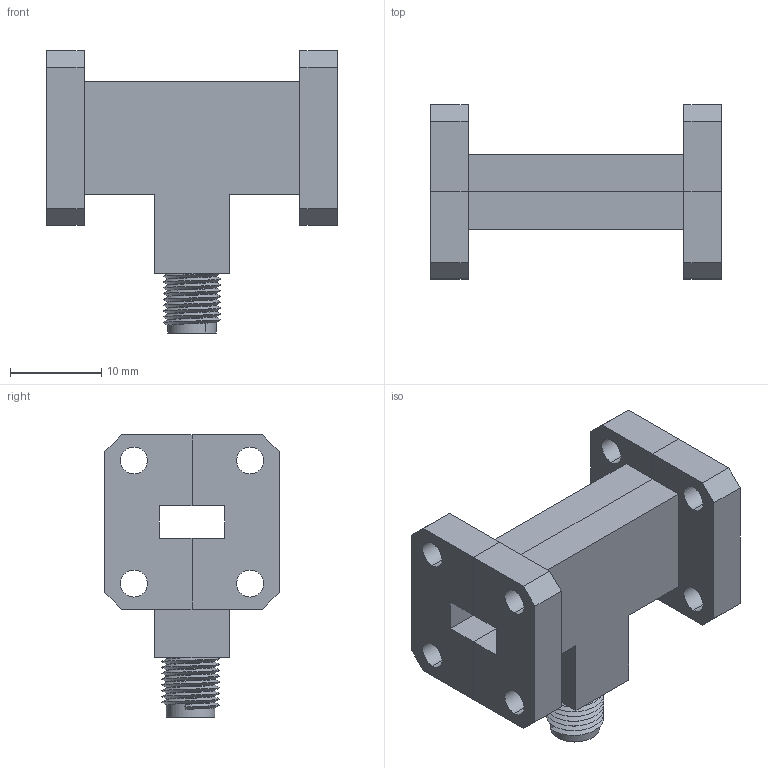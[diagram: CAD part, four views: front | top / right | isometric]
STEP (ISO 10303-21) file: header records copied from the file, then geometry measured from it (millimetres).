
FILE_DESCRIPTION (( 'STEP AP203' ), '1' );
FILE_NAME ('SKA-3034032530-2828-A1.STEP', '2019-03-12T17:57:58', ( '' ), ( '' ), 'SwSTEP 2.0', 'SolidWorks 2016', '' );
FILE_SCHEMA (( 'CONFIG_CONTROL_DESIGN' ));
Length unit declared in the file: millimetre
Products named in the file (1): SKA-3034032530-2828-A1
Bounding box: 31.75 x 19.05 x 30.86 mm (x, y, z)
Volume: 4809.1 mm3; surface area: 6484.5 mm2
Topology: 11 solids, 11 shells, 775 faces, 2013 edges, 1270 vertices
Faces by surface type: cylinder 471, plane 149, cone 137, bspline 18
Entity records: 32946 total; most frequent: CARTESIAN_POINT 16178, ORIENTED_EDGE 3962, DIRECTION 3039, EDGE_CURVE 1981, VERTEX_POINT 1270, AXIS2_PLACEMENT_3D 1120, EDGE_LOOP 853, LINE 799
